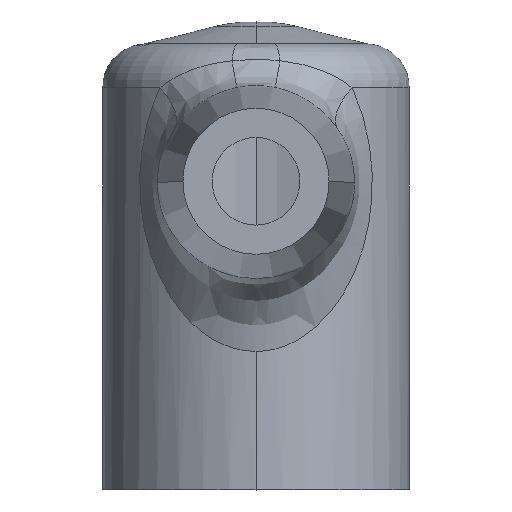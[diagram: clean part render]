
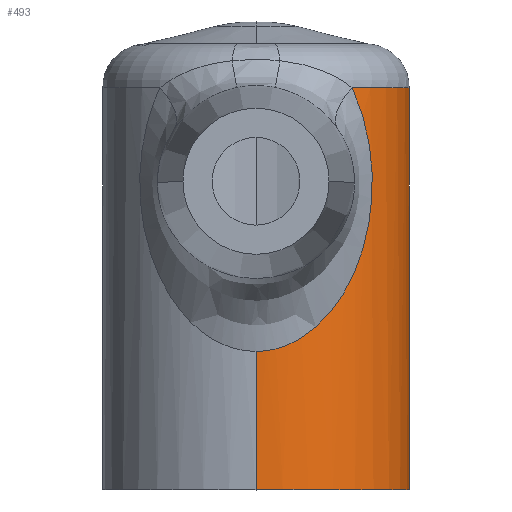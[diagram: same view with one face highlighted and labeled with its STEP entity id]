
A CAD part, top view. The second image highlights one B-rep face of the part: STEP entity #493.
In plain terms, the highlighted cylindrical face has radius 10.5 mm (diameter 21 mm), a partial arc.
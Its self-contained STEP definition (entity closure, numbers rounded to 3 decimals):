
#3 = CYLINDRICAL_SURFACE ( 'NONE', #774, 10.5 ) ;
#7 = FACE_OUTER_BOUND ( 'NONE', #910, .T. ) ;
#22 = CARTESIAN_POINT ( 'NONE',  ( 0., 27.5, -10.5 ) ) ;
#44 = DIRECTION ( 'NONE',  ( 0., 0., -1. ) ) ;
#78 = CARTESIAN_POINT ( 'NONE',  ( 7.578, 17.459, 7.269 ) ) ;
#83 = CARTESIAN_POINT ( 'NONE',  ( 3.513, 10.632, 9.897 ) ) ;
#151 = DIRECTION ( 'NONE',  ( 0., -1., 0. ) ) ;
#170 = AXIS2_PLACEMENT_3D ( 'NONE', #1130, #505, #1241 ) ;
#175 = AXIS2_PLACEMENT_3D ( 'NONE', #1345, #709, #44 ) ;
#194 = CARTESIAN_POINT ( 'NONE',  ( 7.254, 25.827, 7.598 ) ) ;
#202 = CARTESIAN_POINT ( 'NONE',  ( 7.217, 16.127, 7.629 ) ) ;
#207 = CARTESIAN_POINT ( 'NONE',  ( 2.93, 10.255, 10.085 ) ) ;
#220 = ORIENTED_EDGE ( 'NONE', *, *, #1326, .T. ) ;
#315 = CARTESIAN_POINT ( 'NONE',  ( 7.684, 24.023, 7.157 ) ) ;
#321 = CARTESIAN_POINT ( 'NONE',  ( 6.738, 14.853, 8.056 ) ) ;
#325 = CARTESIAN_POINT ( 'NONE',  ( 1.878, 9.751, 10.341 ) ) ;
#327 = DIRECTION ( 'NONE',  ( 0., -1., 0. ) ) ;
#352 = VECTOR ( 'NONE', #655, 1000. ) ;
#379 = ORIENTED_EDGE ( 'NONE', *, *, #1352, .T. ) ;
#412 = B_SPLINE_CURVE_WITH_KNOTS ( 'NONE', 3,
 ( #747, #1269, #194, #961, #315, #1057, #424, #1165, #539, #1279, #647, #1384, #756, #78, #871, #202, #967, #321, #1064, #431, #1172, #543, #1283, #651, #1391, #760, #83, #877, #207, #971, #325, #1069, #436, #1179, #548, #1286 ),
 .UNSPECIFIED., .F., .F.,
 ( 4, 2, 2, 2, 2, 2, 2, 2, 2, 2, 2, 2, 2, 2, 2, 2, 2, 4 ),
 ( 0., 0.003, 0.004, 0.006, 0.007, 0.009, 0.01, 0.011, 0.013, 0.014, 0.016, 0.017, 0.018, 0.019, 0.02, 0.021, 0.022, 0.023 ),
 .UNSPECIFIED. ) ;
#421 = LINE ( 'NONE', #613, #463 ) ;
#424 = CARTESIAN_POINT ( 'NONE',  ( 7.883, 22.629, 6.936 ) ) ;
#431 = CARTESIAN_POINT ( 'NONE',  ( 6.142, 13.653, 8.52 ) ) ;
#436 = CARTESIAN_POINT ( 'NONE',  ( 0.949, 9.521, 10.46 ) ) ;
#437 = CARTESIAN_POINT ( 'NONE',  ( 0., 30., 0. ) ) ;
#463 = VECTOR ( 'NONE', #151, 1000. ) ;
#474 = LINE ( 'NONE', #867, #352 ) ;
#493 = ADVANCED_FACE ( 'NONE', ( #7 ), #3, .T. ) ;
#500 = CARTESIAN_POINT ( 'NONE',  ( 0., 0., 10.5 ) ) ;
#505 = DIRECTION ( 'NONE',  ( 0., -1., 0. ) ) ;
#539 = CARTESIAN_POINT ( 'NONE',  ( 7.962, 21.203, 6.845 ) ) ;
#543 = CARTESIAN_POINT ( 'NONE',  ( 5.411, 12.525, 9.003 ) ) ;
#548 = CARTESIAN_POINT ( 'NONE',  ( 0.238, 9.443, 10.5 ) ) ;
#582 = VERTEX_POINT ( 'NONE', #798 ) ;
#613 = CARTESIAN_POINT ( 'NONE',  ( 0., 30., -10.5 ) ) ;
#647 = CARTESIAN_POINT ( 'NONE',  ( 7.918, 19.782, 6.896 ) ) ;
#649 = ORIENTED_EDGE ( 'NONE', *, *, #1346, .F. ) ;
#651 = CARTESIAN_POINT ( 'NONE',  ( 4.542, 11.506, 9.472 ) ) ;
#655 = DIRECTION ( 'NONE',  ( 0., -1., 0. ) ) ;
#693 = VERTEX_POINT ( 'NONE', #22 ) ;
#709 = DIRECTION ( 'NONE',  ( 0., -1., 0. ) ) ;
#725 = ORIENTED_EDGE ( 'NONE', *, *, #1339, .F. ) ;
#747 = CARTESIAN_POINT ( 'NONE',  ( 6.571, 27.5, 8.19 ) ) ;
#756 = CARTESIAN_POINT ( 'NONE',  ( 7.753, 18.373, 7.082 ) ) ;
#760 = CARTESIAN_POINT ( 'NONE',  ( 3.696, 10.768, 9.83 ) ) ;
#763 = VERTEX_POINT ( 'NONE', #1026 ) ;
#774 = AXIS2_PLACEMENT_3D ( 'NONE', #437, #327, #1071 ) ;
#798 = CARTESIAN_POINT ( 'NONE',  ( 0., 9.443, 10.5 ) ) ;
#861 = CARTESIAN_POINT ( 'NONE',  ( 0., 0., -10.5 ) ) ;
#867 = CARTESIAN_POINT ( 'NONE',  ( 0., 30., 10.5 ) ) ;
#871 = CARTESIAN_POINT ( 'NONE',  ( 7.471, 17.01, 7.38 ) ) ;
#877 = CARTESIAN_POINT ( 'NONE',  ( 3.13, 10.375, 10.025 ) ) ;
#910 = EDGE_LOOP ( 'NONE', ( #220, #1334, #725, #649, #379 ) ) ;
#961 = CARTESIAN_POINT ( 'NONE',  ( 7.591, 24.482, 7.256 ) ) ;
#967 = CARTESIAN_POINT ( 'NONE',  ( 7.07, 15.693, 7.766 ) ) ;
#971 = CARTESIAN_POINT ( 'NONE',  ( 2.314, 9.927, 10.251 ) ) ;
#1011 = CIRCLE ( 'NONE', #175, 10.5 ) ;
#1025 = CIRCLE ( 'NONE', #170, 10.5 ) ;
#1026 = CARTESIAN_POINT ( 'NONE',  ( 6.571, 27.5, 8.19 ) ) ;
#1057 = CARTESIAN_POINT ( 'NONE',  ( 7.83, 23.097, 6.997 ) ) ;
#1064 = CARTESIAN_POINT ( 'NONE',  ( 6.554, 14.445, 8.208 ) ) ;
#1069 = CARTESIAN_POINT ( 'NONE',  ( 1.185, 9.568, 10.435 ) ) ;
#1071 = DIRECTION ( 'NONE',  ( 0., 0., -1. ) ) ;
#1130 = CARTESIAN_POINT ( 'NONE',  ( 0., 27.5, 0. ) ) ;
#1165 = CARTESIAN_POINT ( 'NONE',  ( 7.949, 21.681, 6.86 ) ) ;
#1172 = CARTESIAN_POINT ( 'NONE',  ( 5.915, 13.269, 8.681 ) ) ;
#1179 = CARTESIAN_POINT ( 'NONE',  ( 0.475, 9.459, 10.492 ) ) ;
#1241 = DIRECTION ( 'NONE',  ( 0., 0., -1. ) ) ;
#1269 = CARTESIAN_POINT ( 'NONE',  ( 6.955, 26.682, 7.882 ) ) ;
#1279 = CARTESIAN_POINT ( 'NONE',  ( 7.946, 20.255, 6.863 ) ) ;
#1283 = CARTESIAN_POINT ( 'NONE',  ( 5.137, 12.17, 9.164 ) ) ;
#1286 = CARTESIAN_POINT ( 'NONE',  ( 0., 9.443, 10.5 ) ) ;
#1306 = VERTEX_POINT ( 'NONE', #861 ) ;
#1326 = EDGE_CURVE ( 'NONE', #763, #582, #412, .T. ) ;
#1327 = EDGE_CURVE ( 'NONE', #582, #1344, #474, .T. ) ;
#1334 = ORIENTED_EDGE ( 'NONE', *, *, #1327, .T. ) ;
#1339 = EDGE_CURVE ( 'NONE', #1306, #1344, #1011, .T. ) ;
#1344 = VERTEX_POINT ( 'NONE', #500 ) ;
#1345 = CARTESIAN_POINT ( 'NONE',  ( 0., 0., 0. ) ) ;
#1346 = EDGE_CURVE ( 'NONE', #693, #1306, #421, .T. ) ;
#1352 = EDGE_CURVE ( 'NONE', #693, #763, #1025, .T. ) ;
#1384 = CARTESIAN_POINT ( 'NONE',  ( 7.822, 18.839, 7.005 ) ) ;
#1391 = CARTESIAN_POINT ( 'NONE',  ( 4.222, 11.196, 9.621 ) ) ;
